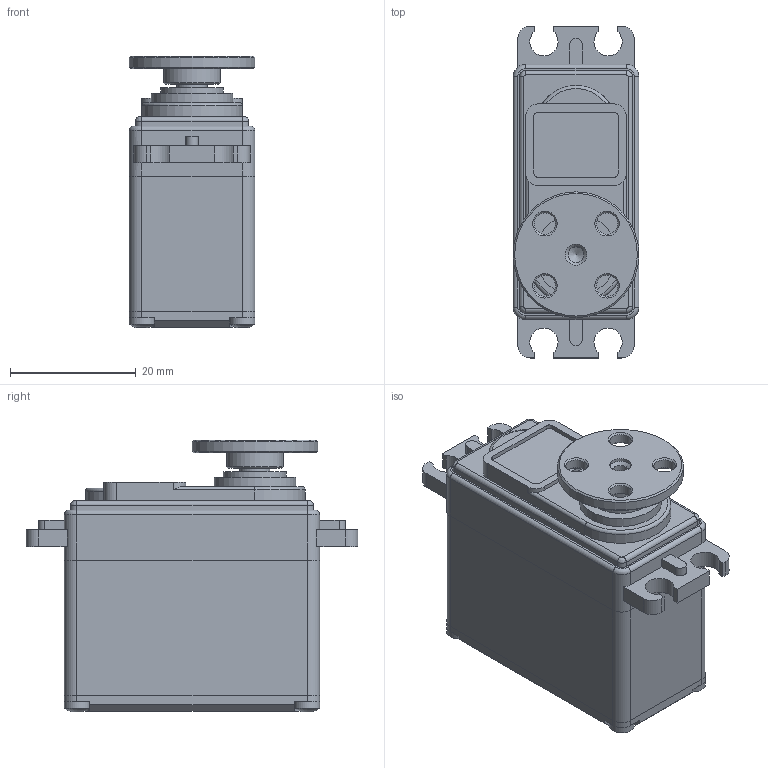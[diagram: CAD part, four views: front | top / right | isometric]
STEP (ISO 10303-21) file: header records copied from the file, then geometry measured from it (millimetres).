
FILE_DESCRIPTION(('FreeCAD Model'),'2;1');
FILE_NAME('Open CASCADE Shape Model','2022-11-12T20:22:42',(''),(''), 'Open CASCADE STEP processor 7.6','FreeCAD','Unknown');
FILE_SCHEMA(('CONFIG_CONTROL_DESIGN','SHAPE_APPEARANCE_LAYER_MIM'));
Length unit declared in the file: millimetre
Products named in the file (2): MG995 Servo_001; Metal Servo Horn_001
Bounding box: 20 x 52.8 x 43.22 mm (x, y, z)
Volume: 29473.4 mm3; surface area: 11033 mm2
Topology: 9 solids, 9 shells, 514 faces, 1362 edges, 876 vertices
Faces by surface type: plane 300, cylinder 169, cone 23, revolution 12, torus 6, sphere 4
Full cylindrical faces by diameter (mm): 2 x4, 2.5 x1, 3.4 x5, 4 x4, 4.8 x1, 6 x2, 9 x1, 10 x1, 13 x1, 20 x1
Entity records: 21681 total; most frequent: CARTESIAN_POINT 5046, DIRECTION 2757, ORIENTED_EDGE 2714, EDGE_CURVE 1357, AXIS2_PLACEMENT_3D 985, VERTEX_POINT 876, LINE 775, VECTOR 775
